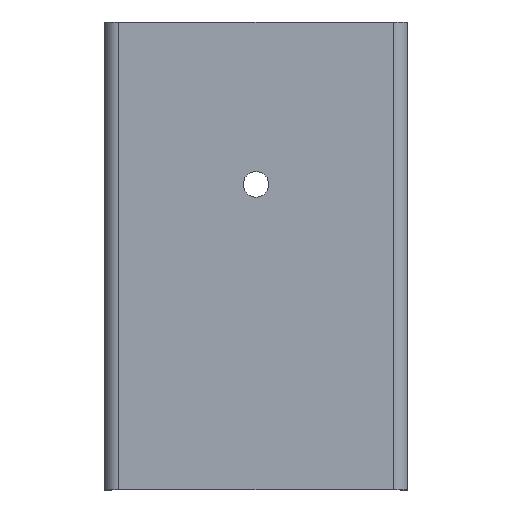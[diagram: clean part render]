
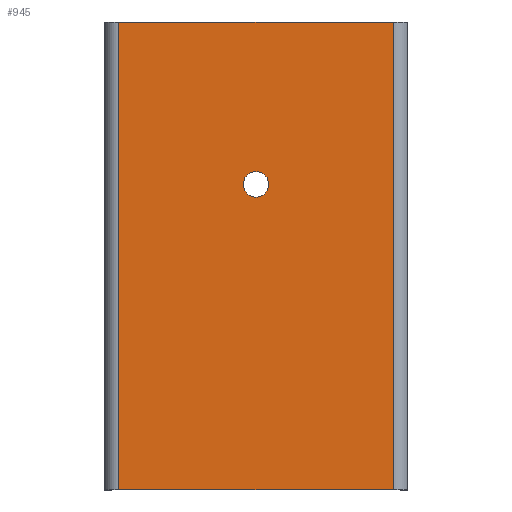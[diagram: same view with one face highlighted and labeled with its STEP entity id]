
A CAD part, top view. The second image highlights one B-rep face of the part: STEP entity #945.
In plain terms, the highlighted planar face has unit normal (0, 0, 1).
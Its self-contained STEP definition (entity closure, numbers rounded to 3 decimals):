
#8 = CARTESIAN_POINT ( 'NONE',  ( -160.695, 519.743, 40.617 ) ) ;
#14 = EDGE_CURVE ( 'NONE', #52, #811, #149, .T. ) ;
#18 = CARTESIAN_POINT ( 'NONE',  ( -160.695, 437.143, 40.617 ) ) ;
#43 = EDGE_CURVE ( 'NONE', #526, #946, #599, .T. ) ;
#51 = DIRECTION ( 'NONE',  ( 0., 0., -1. ) ) ;
#52 = VERTEX_POINT ( 'NONE', #289 ) ;
#62 = ORIENTED_EDGE ( 'NONE', *, *, #566, .T. ) ;
#72 = EDGE_LOOP ( 'NONE', ( #596, #62 ) ) ;
#111 = DIRECTION ( 'NONE',  ( 0., 0., 1. ) ) ;
#119 = LINE ( 'NONE', #550, #833 ) ;
#127 = VERTEX_POINT ( 'NONE', #8 ) ;
#149 = CIRCLE ( 'NONE', #212, 2.25 ) ;
#159 = DIRECTION ( 'NONE',  ( 1., 0., 0. ) ) ;
#166 = DIRECTION ( 'NONE',  ( 0., -1., 0. ) ) ;
#184 = EDGE_LOOP ( 'NONE', ( #387, #267, #765, #796 ) ) ;
#203 = CARTESIAN_POINT ( 'NONE',  ( -136.445, 437.143, 40.617 ) ) ;
#212 = AXIS2_PLACEMENT_3D ( 'NONE', #882, #51, #572 ) ;
#214 = AXIS2_PLACEMENT_3D ( 'NONE', #531, #111, #868 ) ;
#256 = VECTOR ( 'NONE', #782, 1000. ) ;
#267 = ORIENTED_EDGE ( 'NONE', *, *, #947, .T. ) ;
#287 = VECTOR ( 'NONE', #483, 1000. ) ;
#289 = CARTESIAN_POINT ( 'NONE',  ( -134.195, 491.068, 40.617 ) ) ;
#304 = LINE ( 'NONE', #623, #287 ) ;
#332 = AXIS2_PLACEMENT_3D ( 'NONE', #532, #610, #159 ) ;
#335 = VECTOR ( 'NONE', #951, 1000. ) ;
#387 = ORIENTED_EDGE ( 'NONE', *, *, #871, .F. ) ;
#472 = LINE ( 'NONE', #488, #256 ) ;
#473 = PLANE ( 'NONE',  #214 ) ;
#483 = DIRECTION ( 'NONE',  ( 1., 0., 0. ) ) ;
#488 = CARTESIAN_POINT ( 'NONE',  ( -160.695, 519.743, 40.617 ) ) ;
#526 = VERTEX_POINT ( 'NONE', #18 ) ;
#531 = CARTESIAN_POINT ( 'NONE',  ( -160.695, 519.743, 40.617 ) ) ;
#532 = CARTESIAN_POINT ( 'NONE',  ( -136.445, 491.068, 40.617 ) ) ;
#549 = VERTEX_POINT ( 'NONE', #858 ) ;
#550 = CARTESIAN_POINT ( 'NONE',  ( -112.195, 519.743, 40.617 ) ) ;
#566 = EDGE_CURVE ( 'NONE', #811, #52, #701, .T. ) ;
#572 = DIRECTION ( 'NONE',  ( 1., 0., 0. ) ) ;
#596 = ORIENTED_EDGE ( 'NONE', *, *, #14, .T. ) ;
#599 = LINE ( 'NONE', #203, #335 ) ;
#610 = DIRECTION ( 'NONE',  ( 0., 0., -1. ) ) ;
#623 = CARTESIAN_POINT ( 'NONE',  ( -136.445, 519.743, 40.617 ) ) ;
#701 = CIRCLE ( 'NONE', #332, 2.25 ) ;
#765 = ORIENTED_EDGE ( 'NONE', *, *, #43, .T. ) ;
#782 = DIRECTION ( 'NONE',  ( 0., -1., 0. ) ) ;
#796 = ORIENTED_EDGE ( 'NONE', *, *, #897, .F. ) ;
#804 = FACE_BOUND ( 'NONE', #72, .T. ) ;
#811 = VERTEX_POINT ( 'NONE', #934 ) ;
#814 = FACE_OUTER_BOUND ( 'NONE', #184, .T. ) ;
#833 = VECTOR ( 'NONE', #166, 1000. ) ;
#858 = CARTESIAN_POINT ( 'NONE',  ( -112.195, 519.743, 40.617 ) ) ;
#868 = DIRECTION ( 'NONE',  ( 1., 0., 0. ) ) ;
#871 = EDGE_CURVE ( 'NONE', #127, #549, #304, .T. ) ;
#882 = CARTESIAN_POINT ( 'NONE',  ( -136.445, 491.068, 40.617 ) ) ;
#897 = EDGE_CURVE ( 'NONE', #549, #946, #119, .T. ) ;
#934 = CARTESIAN_POINT ( 'NONE',  ( -138.695, 491.068, 40.617 ) ) ;
#938 = CARTESIAN_POINT ( 'NONE',  ( -112.195, 437.143, 40.617 ) ) ;
#945 = ADVANCED_FACE ( 'NONE', ( #814, #804 ), #473, .T. ) ;
#946 = VERTEX_POINT ( 'NONE', #938 ) ;
#947 = EDGE_CURVE ( 'NONE', #127, #526, #472, .T. ) ;
#951 = DIRECTION ( 'NONE',  ( 1., 0., 0. ) ) ;
